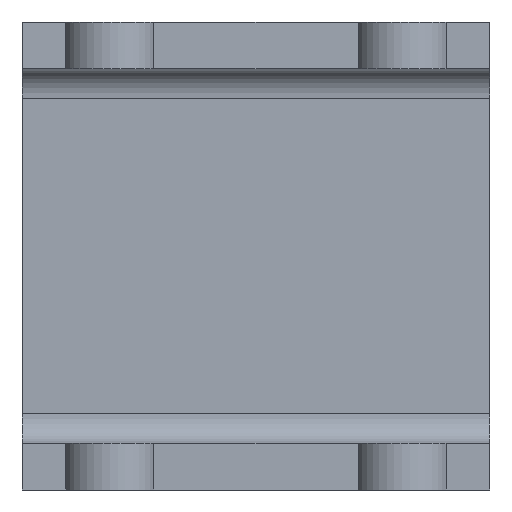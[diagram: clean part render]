
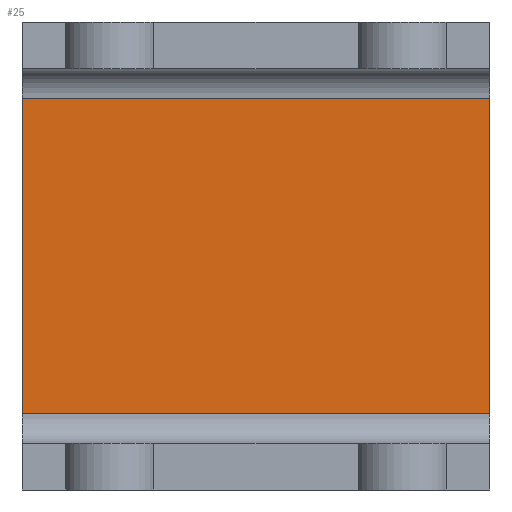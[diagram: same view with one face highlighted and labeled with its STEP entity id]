
A CAD part, front view. The second image highlights one B-rep face of the part: STEP entity #25.
In plain terms, the highlighted planar face has unit normal (0, -1, 0).
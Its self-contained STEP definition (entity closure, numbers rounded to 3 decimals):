
#12 = LINE ( 'NONE', #1505, #569 ) ;
#25 = ADVANCED_FACE ( 'NONE', ( #443 ), #1632, .F. ) ;
#44 = DIRECTION ( 'NONE',  ( 0., 0., 1. ) ) ;
#82 = DIRECTION ( 'NONE',  ( 0., 0., 1. ) ) ;
#114 = CARTESIAN_POINT ( 'NONE',  ( -4., 2.6, 2.7 ) ) ;
#124 = VECTOR ( 'NONE', #814, 1000. ) ;
#159 = VERTEX_POINT ( 'NONE', #197 ) ;
#197 = CARTESIAN_POINT ( 'NONE',  ( 4., 2.6, 2.7 ) ) ;
#200 = CARTESIAN_POINT ( 'NONE',  ( -4., 2.6, 2.7 ) ) ;
#216 = CARTESIAN_POINT ( 'NONE',  ( -4., 2.6, -2.7 ) ) ;
#297 = CARTESIAN_POINT ( 'NONE',  ( -4., 2.6, 2.7 ) ) ;
#400 = ORIENTED_EDGE ( 'NONE', *, *, #1745, .F. ) ;
#426 = ORIENTED_EDGE ( 'NONE', *, *, #1821, .F. ) ;
#443 = FACE_OUTER_BOUND ( 'NONE', #1461, .T. ) ;
#489 = EDGE_CURVE ( 'NONE', #1544, #606, #952, .T. ) ;
#554 = DIRECTION ( 'NONE',  ( 0., 0., 1. ) ) ;
#569 = VECTOR ( 'NONE', #1032, 1000. ) ;
#606 = VERTEX_POINT ( 'NONE', #1007 ) ;
#701 = ORIENTED_EDGE ( 'NONE', *, *, #489, .T. ) ;
#733 = CARTESIAN_POINT ( 'NONE',  ( 4., 2.6, 2.7 ) ) ;
#814 = DIRECTION ( 'NONE',  ( 1., 0., 0. ) ) ;
#844 = CARTESIAN_POINT ( 'NONE',  ( -4., 2.6, -2.7 ) ) ;
#878 = VECTOR ( 'NONE', #82, 1000. ) ;
#889 = DIRECTION ( 'NONE',  ( 0., 1., 0. ) ) ;
#952 = LINE ( 'NONE', #216, #124 ) ;
#1007 = CARTESIAN_POINT ( 'NONE',  ( 4., 2.6, -2.7 ) ) ;
#1032 = DIRECTION ( 'NONE',  ( 1., 0., 0. ) ) ;
#1079 = VECTOR ( 'NONE', #554, 1000. ) ;
#1113 = LINE ( 'NONE', #200, #878 ) ;
#1162 = EDGE_CURVE ( 'NONE', #606, #159, #1583, .T. ) ;
#1422 = AXIS2_PLACEMENT_3D ( 'NONE', #297, #889, #44 ) ;
#1461 = EDGE_LOOP ( 'NONE', ( #400, #426, #701, #1776 ) ) ;
#1505 = CARTESIAN_POINT ( 'NONE',  ( -4., 2.6, 2.7 ) ) ;
#1544 = VERTEX_POINT ( 'NONE', #844 ) ;
#1583 = LINE ( 'NONE', #733, #1079 ) ;
#1605 = VERTEX_POINT ( 'NONE', #114 ) ;
#1632 = PLANE ( 'NONE',  #1422 ) ;
#1745 = EDGE_CURVE ( 'NONE', #1605, #159, #12, .T. ) ;
#1776 = ORIENTED_EDGE ( 'NONE', *, *, #1162, .T. ) ;
#1821 = EDGE_CURVE ( 'NONE', #1544, #1605, #1113, .T. ) ;
